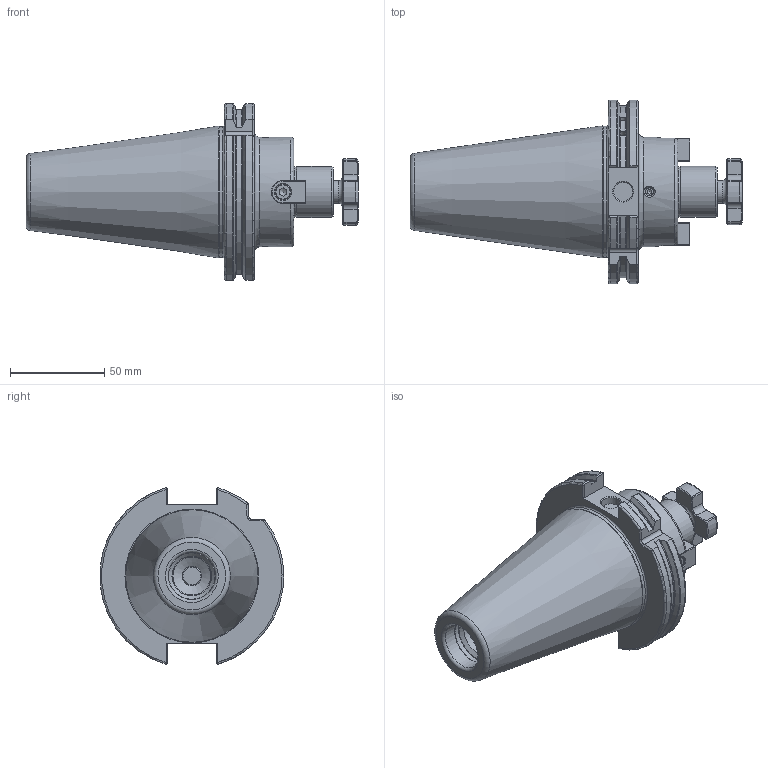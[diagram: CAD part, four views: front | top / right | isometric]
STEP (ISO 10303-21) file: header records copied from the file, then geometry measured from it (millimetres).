
FILE_DESCRIPTION(/* description */ (''),/* implementation_level */ '2;1');
FILE_NAME(/* name */ 'SK50-FMB27-40(AD).stp',/* time_stamp */ '2023-04-26T09:28:03+08:00',/* author */ ('Administrator'),/* organization */ (''),/* preprocessor_version */ 'ST-DEVELOPER v18.1',/* originating_system */ 'Autodesk Inventor 2022',/* authorisation */ '');
FILE_SCHEMA (('AUTOMOTIVE_DESIGN { 1 0 10303 214 3 1 1 }'));
Length unit declared in the file: millimetre
Products named in the file (6): SK50-FMB27-40(AD); SK50-FMB27-40(AD)_1; FMB27半圆键; ISO 4762 - M5 x 12; 十字花紧固螺钉S35-M12-L22; ISO 4026 - M5 x 5
Assembly tree (8 placements, depth 2):
  SK50-FMB27-40(AD)
    SK50-FMB27-40(AD)_1
    FMB27半圆键  x2
    ISO 4762 - M5 x 12  x2
    十字花紧固螺钉S35-M12-L22
    ISO 4026 - M5 x 5  x2
Bounding box: 175.75 x 97.32 x 93.62 mm (x, y, z)
Volume: 393672.3 mm3; surface area: 58996.6 mm2
Topology: 8 solids, 8 shells, 346 faces, 857 edges, 531 vertices
Faces by surface type: plane 162, cone 59, cylinder 58, torus 35, bspline 32
Full cylindrical faces by diameter (mm): 3.5 x6, 4.2 x4, 5 x4, 5.5 x2, 8.5 x4, 10 x1, 10.3 x1, 12 x1, 13 x1, 20 x1, 21 x1, 25 x1, 25.6 x1, 26.6 x1, 27 x1, 58 x1, 69.25 x1
Entity records: 10965 total; most frequent: CARTESIAN_POINT 4042, ORIENTED_EDGE 1470, DIRECTION 1297, EDGE_CURVE 735, AXIS2_PLACEMENT_3D 472, VERTEX_POINT 459, LINE 353, VECTOR 353
